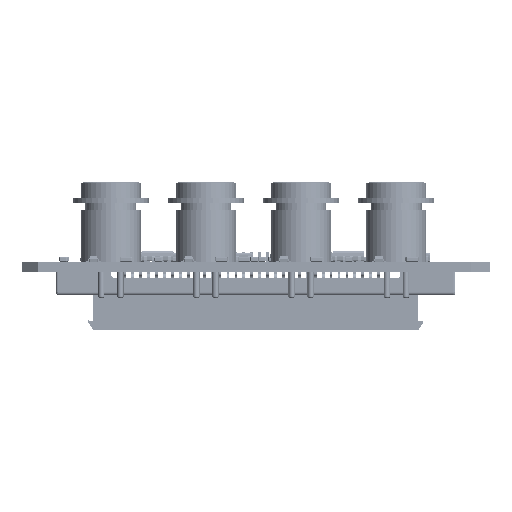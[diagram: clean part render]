
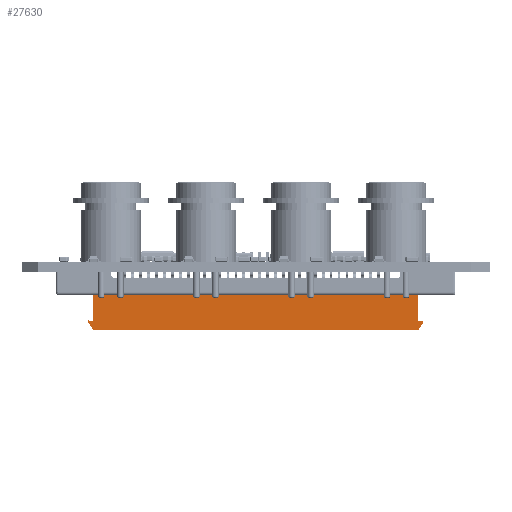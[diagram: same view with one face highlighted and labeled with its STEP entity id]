
A CAD part, left-side view. The second image highlights one B-rep face of the part: STEP entity #27630.
In plain terms, the highlighted face is planar.
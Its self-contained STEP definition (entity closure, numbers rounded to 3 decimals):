
#4631 = VERTEX_POINT('',#4632);
#4632 = CARTESIAN_POINT('',(-26.055,-3.65,-5.5));
#4640 = EDGE_CURVE('',#4641,#4631,#4643,.T.);
#4641 = VERTEX_POINT('',#4642);
#4642 = CARTESIAN_POINT('',(26.055,-3.65,-5.5));
#4643 = LINE('',#4644,#4645);
#4644 = CARTESIAN_POINT('',(26.055,-3.65,-5.5));
#4645 = VECTOR('',#4646,1.);
#4646 = DIRECTION('',(-1.,0.,0.));
#26955 = VERTEX_POINT('',#26956);
#26956 = CARTESIAN_POINT('',(-26.055,-3.65,-1.359));
#26962 = EDGE_CURVE('',#4631,#26955,#26963,.T.);
#26963 = LINE('',#26964,#26965);
#26964 = CARTESIAN_POINT('',(-26.055,-3.65,-5.5));
#26965 = VECTOR('',#26966,1.);
#26966 = DIRECTION('',(0.,0.,1.));
#27023 = VERTEX_POINT('',#27024);
#27024 = CARTESIAN_POINT('',(-26.855,-3.65,-1.5));
#27030 = EDGE_CURVE('',#27023,#26955,#27031,.T.);
#27031 = LINE('',#27032,#27033);
#27032 = CARTESIAN_POINT('',(-26.855,-3.65,-1.5));
#27033 = VECTOR('',#27034,1.);
#27034 = DIRECTION('',(0.985,0.,0.174));
#27102 = VERTEX_POINT('',#27103);
#27103 = CARTESIAN_POINT('',(-26.855,-3.65,-1.2));
#27109 = EDGE_CURVE('',#27102,#27023,#27110,.T.);
#27110 = LINE('',#27111,#27112);
#27111 = CARTESIAN_POINT('',(-26.855,-3.65,-1.2));
#27112 = VECTOR('',#27113,1.);
#27113 = DIRECTION('',(0.,0.,-1.));
#27300 = VERTEX_POINT('',#27301);
#27301 = CARTESIAN_POINT('',(26.055,-3.65,0.));
#27307 = EDGE_CURVE('',#27308,#27300,#27310,.T.);
#27308 = VERTEX_POINT('',#27309);
#27309 = CARTESIAN_POINT('',(-26.055,-3.65,0.));
#27310 = LINE('',#27311,#27312);
#27311 = CARTESIAN_POINT('',(-26.055,-3.65,0.));
#27312 = VECTOR('',#27313,1.);
#27313 = DIRECTION('',(1.,0.,0.));
#27423 = VERTEX_POINT('',#27424);
#27424 = CARTESIAN_POINT('',(26.855,-3.65,-1.2));
#27430 = EDGE_CURVE('',#27423,#27300,#27431,.T.);
#27431 = LINE('',#27432,#27433);
#27432 = CARTESIAN_POINT('',(26.855,-3.65,-1.2));
#27433 = VECTOR('',#27434,1.);
#27434 = DIRECTION('',(-0.555,0.,0.832));
#27502 = VERTEX_POINT('',#27503);
#27503 = CARTESIAN_POINT('',(26.055,-3.65,-1.359));
#27509 = EDGE_CURVE('',#27502,#27510,#27512,.T.);
#27510 = VERTEX_POINT('',#27511);
#27511 = CARTESIAN_POINT('',(26.855,-3.65,-1.5));
#27512 = LINE('',#27513,#27514);
#27513 = CARTESIAN_POINT('',(26.055,-3.65,-1.359));
#27514 = VECTOR('',#27515,1.);
#27515 = DIRECTION('',(0.985,0.,-0.174));
#27574 = EDGE_CURVE('',#4641,#27502,#27575,.T.);
#27575 = LINE('',#27576,#27577);
#27576 = CARTESIAN_POINT('',(26.055,-3.65,-5.5));
#27577 = VECTOR('',#27578,1.);
#27578 = DIRECTION('',(0.,0.,1.));
#27607 = EDGE_CURVE('',#27510,#27423,#27608,.T.);
#27608 = LINE('',#27609,#27610);
#27609 = CARTESIAN_POINT('',(26.855,-3.65,-1.5));
#27610 = VECTOR('',#27611,1.);
#27611 = DIRECTION('',(0.,0.,1.));
#27630 = ADVANCED_FACE('',(#27631),#27648,.T.);
#27631 = FACE_BOUND('',#27632,.F.);
#27632 = EDGE_LOOP('',(#27633,#27634,#27635,#27636,#27637,#27638,#27639,
    #27640,#27641,#27642));
#27633 = ORIENTED_EDGE('',*,*,#27307,.T.);
#27634 = ORIENTED_EDGE('',*,*,#27430,.F.);
#27635 = ORIENTED_EDGE('',*,*,#27607,.F.);
#27636 = ORIENTED_EDGE('',*,*,#27509,.F.);
#27637 = ORIENTED_EDGE('',*,*,#27574,.F.);
#27638 = ORIENTED_EDGE('',*,*,#4640,.T.);
#27639 = ORIENTED_EDGE('',*,*,#26962,.T.);
#27640 = ORIENTED_EDGE('',*,*,#27030,.F.);
#27641 = ORIENTED_EDGE('',*,*,#27109,.F.);
#27642 = ORIENTED_EDGE('',*,*,#27643,.F.);
#27643 = EDGE_CURVE('',#27308,#27102,#27644,.T.);
#27644 = LINE('',#27645,#27646);
#27645 = CARTESIAN_POINT('',(-26.055,-3.65,0.));
#27646 = VECTOR('',#27647,1.);
#27647 = DIRECTION('',(-0.555,0.,-0.832));
#27648 = PLANE('',#27649);
#27649 = AXIS2_PLACEMENT_3D('',#27650,#27651,#27652);
#27650 = CARTESIAN_POINT('',(-26.055,-3.65,-5.5));
#27651 = DIRECTION('',(0.,-1.,0.));
#27652 = DIRECTION('',(1.,0.,0.));
